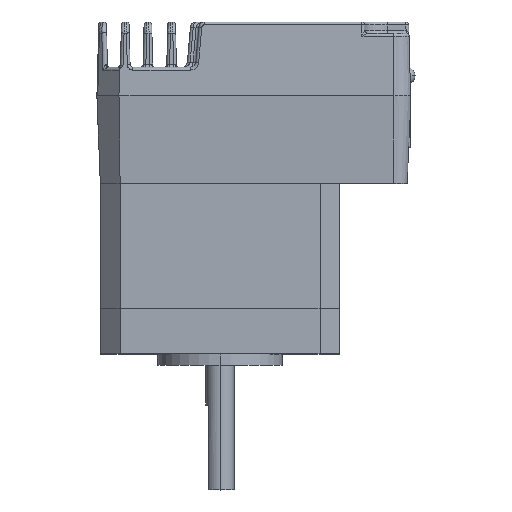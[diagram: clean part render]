
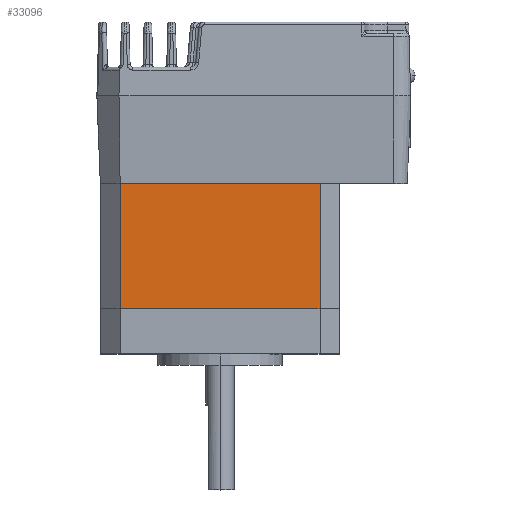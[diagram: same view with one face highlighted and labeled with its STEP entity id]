
A CAD part, top view. The second image highlights one B-rep face of the part: STEP entity #33096.
In plain terms, the highlighted planar face has unit normal (0, 0, 1).
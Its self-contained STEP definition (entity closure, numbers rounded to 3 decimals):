
#3871 = VERTEX_POINT ( 'NONE', #36542 ) ;
#5675 = DIRECTION ( 'NONE',  ( 1., 0., 0. ) ) ;
#5676 = VECTOR ( 'NONE', #5675, 1000. ) ;
#5677 = CARTESIAN_POINT ( 'NONE',  ( -17.65, 22.1, 21.15 ) ) ;
#5678 = LINE ( 'NONE', #5677, #5676 ) ;
#21910 = ORIENTED_EDGE ( 'NONE', *, *, #21911, .F. ) ;
#21911 = EDGE_CURVE ( 'NONE', #33172, #3871, #5678, .T. ) ;
#21912 = ORIENTED_EDGE ( 'NONE', *, *, #33171, .T. ) ;
#33096 = ADVANCED_FACE ( 'NONE', ( #48574 ), #48573, .F. ) ;
#33097 = EDGE_LOOP ( 'NONE', ( #33098, #33101, #21910, #21912 ) ) ;
#33098 = ORIENTED_EDGE ( 'NONE', *, *, #33099, .T. ) ;
#33099 = EDGE_CURVE ( 'NONE', #33115, #33100, #48571, .T. ) ;
#33100 = VERTEX_POINT ( 'NONE', #48564 ) ;
#33101 = ORIENTED_EDGE ( 'NONE', *, *, #33102, .F. ) ;
#33102 = EDGE_CURVE ( 'NONE', #3871, #33100, #48563, .T. ) ;
#33115 = VERTEX_POINT ( 'NONE', #48601 ) ;
#33171 = EDGE_CURVE ( 'NONE', #33172, #33115, #48686, .T. ) ;
#33172 = VERTEX_POINT ( 'NONE', #48682 ) ;
#36542 = CARTESIAN_POINT ( 'NONE',  ( 17.65, 22.1, 21.15 ) ) ;
#48560 = DIRECTION ( 'NONE',  ( 0., -1., 0. ) ) ;
#48561 = VECTOR ( 'NONE', #48560, 1000. ) ;
#48562 = CARTESIAN_POINT ( 'NONE',  ( 17.65, 22.1, 21.15 ) ) ;
#48563 = LINE ( 'NONE', #48562, #48561 ) ;
#48564 = CARTESIAN_POINT ( 'NONE',  ( 17.65, 0., 21.15 ) ) ;
#48565 = DIRECTION ( 'NONE',  ( 1., 0., 0. ) ) ;
#48566 = VECTOR ( 'NONE', #48565, 1000. ) ;
#48567 = CARTESIAN_POINT ( 'NONE',  ( -17.65, 0., 21.15 ) ) ;
#48568 = DIRECTION ( 'NONE',  ( -1., 0., 0. ) ) ;
#48569 = DIRECTION ( 'NONE',  ( 0., 0., -1. ) ) ;
#48570 = CARTESIAN_POINT ( 'NONE',  ( -17.65, 22.1, 21.15 ) ) ;
#48571 = LINE ( 'NONE', #48567, #48566 ) ;
#48572 = AXIS2_PLACEMENT_3D ( 'NONE', #48570, #48569, #48568 ) ;
#48573 = PLANE ( 'NONE',  #48572 ) ;
#48574 = FACE_OUTER_BOUND ( 'NONE', #33097, .T. ) ;
#48601 = CARTESIAN_POINT ( 'NONE',  ( -17.65, 0., 21.15 ) ) ;
#48682 = CARTESIAN_POINT ( 'NONE',  ( -17.65, 22.1, 21.15 ) ) ;
#48683 = DIRECTION ( 'NONE',  ( 0., -1., 0. ) ) ;
#48684 = VECTOR ( 'NONE', #48683, 1000. ) ;
#48685 = CARTESIAN_POINT ( 'NONE',  ( -17.65, 22.1, 21.15 ) ) ;
#48686 = LINE ( 'NONE', #48685, #48684 ) ;
